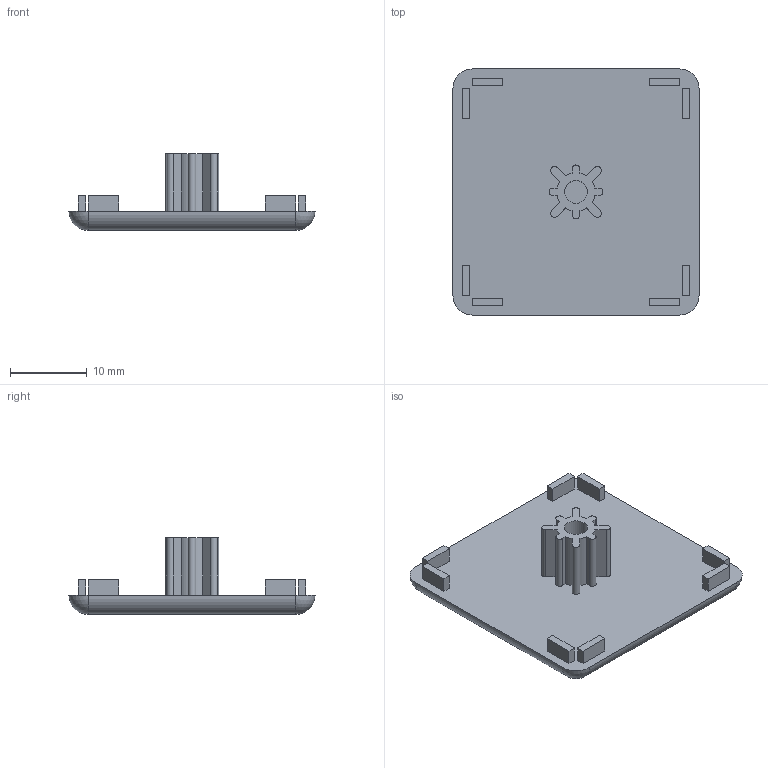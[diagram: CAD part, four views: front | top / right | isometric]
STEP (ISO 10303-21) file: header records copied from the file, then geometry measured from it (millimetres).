
FILE_DESCRIPTION(/* description */ ('Terminale profilo 32x32 4C'),/* implementation_level */ '2;1');
FILE_NAME(/* name */ 'DTPTR0000115.stp',/* time_stamp */ '2018-06-22T16:54:55+02:00',/* author */ ('fzagni'),/* organization */ (''),/* preprocessor_version */ 'ST-DEVELOPER v16.1',/* originating_system */ 'Autodesk Inventor 2016',/* authorisation */ '');
FILE_SCHEMA (('AUTOMOTIVE_DESIGN { 1 0 10303 214 3 1 1 }'));
Length unit declared in the file: millimetre
Products named in the file (1): 2046
Bounding box: 32 x 32 x 10 mm (x, y, z)
Volume: 2626.7 mm3; surface area: 2716.4 mm2
Topology: 1 solids, 1 shells, 85 faces, 219 edges, 142 vertices
Faces by surface type: plane 60, cylinder 21, sphere 4
Full cylindrical faces by diameter (mm): 3 x1
Entity records: 2562 total; most frequent: CARTESIAN_POINT 442, DIRECTION 432, ORIENTED_EDGE 428, EDGE_CURVE 214, LINE 168, VECTOR 168, VERTEX_POINT 142, AXIS2_PLACEMENT_3D 132
